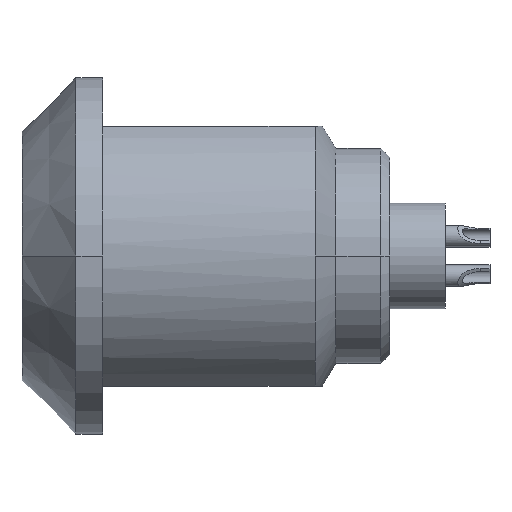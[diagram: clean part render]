
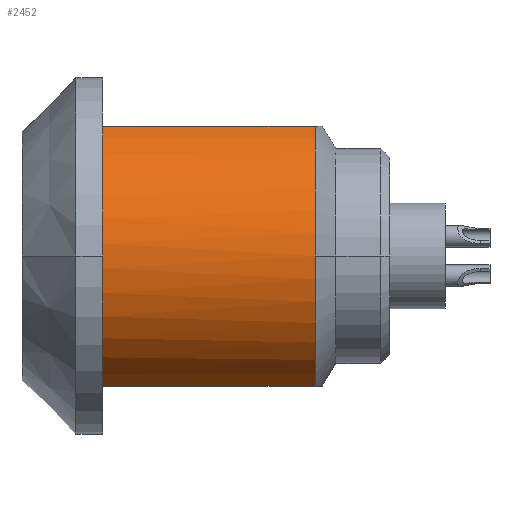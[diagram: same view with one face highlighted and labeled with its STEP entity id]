
A CAD part, front view. The second image highlights one B-rep face of the part: STEP entity #2452.
In plain terms, the highlighted cylindrical face has radius 8 mm (diameter 16 mm), a partial arc.
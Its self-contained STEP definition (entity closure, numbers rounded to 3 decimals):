
#182=CARTESIAN_POINT('',(0.245,-3.382,-7.25));
#637=CARTESIAN_POINT('',(0.245,0.,0.));
#638=DIRECTION('',(1.,0.,0.));
#639=DIRECTION('',(0.,-0.423,0.906));
#640=AXIS2_PLACEMENT_3D('',#637,#638,#639);
#642=CARTESIAN_POINT('',(0.245,0.,0.));
#643=DIRECTION('',(-1.,0.,0.));
#644=DIRECTION('',(0.,-0.423,-0.906));
#645=AXIS2_PLACEMENT_3D('',#642,#643,#644);
#647=DIRECTION('',(1.,0.,0.));
#648=VECTOR('',#647,11.845);
#649=CARTESIAN_POINT('',(-11.6,-3.382,-7.25));
#650=LINE('',#649,#648);
#651=CARTESIAN_POINT('',(-11.6,0.,0.));
#652=DIRECTION('',(-1.,0.,0.));
#653=DIRECTION('',(0.,-0.423,-0.906));
#654=AXIS2_PLACEMENT_3D('',#651,#652,#653);
#656=DIRECTION('',(1.,0.,0.));
#657=VECTOR('',#656,11.845);
#658=CARTESIAN_POINT('',(-11.6,-3.382,7.25));
#659=LINE('',#658,#657);
#675=CARTESIAN_POINT('',(0.245,-3.382,7.25));
#1578=CARTESIAN_POINT('',(0.245,-8.,0.));
#1580=VERTEX_POINT('',#1578);
#1593=CARTESIAN_POINT('',(-11.6,-3.382,-7.25));
#1595=VERTEX_POINT('',#1593);
#1597=CARTESIAN_POINT('',(-11.6,-3.382,7.25));
#1599=VERTEX_POINT('',#1597);
#1602=VERTEX_POINT('',#675);
#1603=VERTEX_POINT('',#182);
#2438=CARTESIAN_POINT('',(-17.125,0.,0.));
#2439=DIRECTION('',(1.,0.,0.));
#2440=DIRECTION('',(0.,-1.,0.));
#2441=AXIS2_PLACEMENT_3D('',#2438,#2439,#2440);
#2442=CYLINDRICAL_SURFACE('',#2441,8.);
#2444=ORIENTED_EDGE('',*,*,#2443,.T.);
#2445=ORIENTED_EDGE('',*,*,#1848,.F.);
#2446=ORIENTED_EDGE('',*,*,#1867,.F.);
#2447=ORIENTED_EDGE('',*,*,#1890,.T.);
#2449=ORIENTED_EDGE('',*,*,#2448,.T.);
#2450=EDGE_LOOP('',(#2444,#2445,#2446,#2447,#2449));
#2451=FACE_OUTER_BOUND('',#2450,.F.);
#2452=ADVANCED_FACE('',(#2451),#2442,.T.);
#641=CIRCLE('',#640,8.);
#646=CIRCLE('',#645,8.);
#655=CIRCLE('',#654,8.);
#1848=EDGE_CURVE('',#1603,#1580,#646,.T.);
#1867=EDGE_CURVE('',#1595,#1603,#650,.T.);
#1890=EDGE_CURVE('',#1595,#1599,#655,.T.);
#2443=EDGE_CURVE('',#1602,#1580,#641,.T.);
#2448=EDGE_CURVE('',#1599,#1602,#659,.T.);
